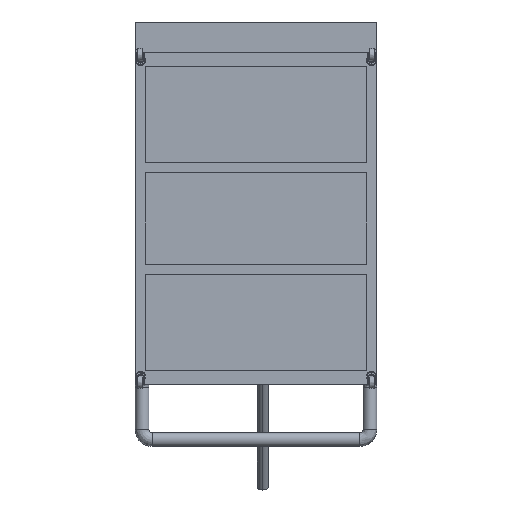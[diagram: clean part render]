
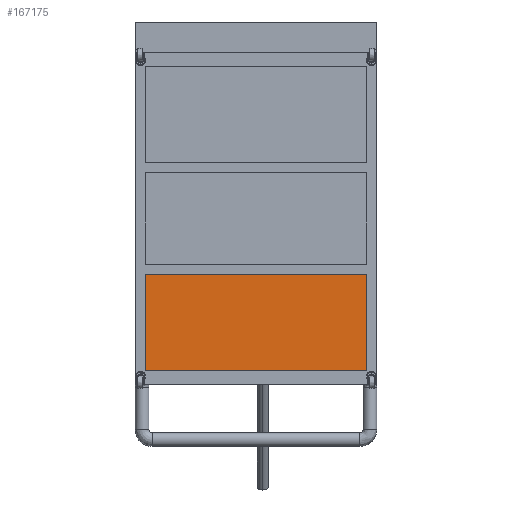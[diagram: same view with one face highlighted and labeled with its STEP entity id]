
A CAD part, front view. The second image highlights one B-rep face of the part: STEP entity #167175.
In plain terms, the highlighted free-form (B-spline) face has degree [1, 1] with [2, 2] control points.
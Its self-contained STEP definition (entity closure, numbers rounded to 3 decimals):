
#166627 = VERTEX_POINT('',#166628);
#166628 = CARTESIAN_POINT('',(-284.986,25.908,
    -391.856));
#166633 = EDGE_CURVE('',#166627,#166634,#166636,.T.);
#166634 = VERTEX_POINT('',#166635);
#166635 = CARTESIAN_POINT('',(-284.986,25.908,
    -143.572));
#166636 = B_SPLINE_CURVE_WITH_KNOTS('',1,(#166637,#166638),
  .UNSPECIFIED.,.F.,.F.,(2,2),(0.,243.417),
  .PIECEWISE_BEZIER_KNOTS.);
#166637 = CARTESIAN_POINT('',(-284.986,25.908,
    -391.856));
#166638 = CARTESIAN_POINT('',(-284.986,25.908,
    -143.572));
#166655 = EDGE_CURVE('',#166634,#166656,#166658,.T.);
#166656 = VERTEX_POINT('',#166657);
#166657 = CARTESIAN_POINT('',(284.986,25.908,
    -143.572));
#166658 = B_SPLINE_CURVE_WITH_KNOTS('',1,(#166659,#166660),
  .UNSPECIFIED.,.F.,.F.,(2,2),(0.,558.8),.PIECEWISE_BEZIER_KNOTS.);
#166659 = CARTESIAN_POINT('',(-284.986,25.908,
    -143.572));
#166660 = CARTESIAN_POINT('',(284.986,25.908,
    -143.572));
#166677 = EDGE_CURVE('',#166656,#166678,#166680,.T.);
#166678 = VERTEX_POINT('',#166679);
#166679 = CARTESIAN_POINT('',(284.986,25.908,
    -391.856));
#166680 = B_SPLINE_CURVE_WITH_KNOTS('',1,(#166681,#166682),
  .UNSPECIFIED.,.F.,.F.,(2,2),(-243.417,0.),
  .PIECEWISE_BEZIER_KNOTS.);
#166681 = CARTESIAN_POINT('',(284.986,25.908,
    -143.572));
#166682 = CARTESIAN_POINT('',(284.986,25.908,
    -391.856));
#166699 = EDGE_CURVE('',#166678,#166627,#166700,.T.);
#166700 = B_SPLINE_CURVE_WITH_KNOTS('',1,(#166701,#166702),
  .UNSPECIFIED.,.F.,.F.,(2,2),(-558.8,-0.),.PIECEWISE_BEZIER_KNOTS.);
#166701 = CARTESIAN_POINT('',(284.986,25.908,
    -391.856));
#166702 = CARTESIAN_POINT('',(-284.986,25.908,
    -391.856));
#167175 = ADVANCED_FACE('',(#167176),#167182,.F.);
#167176 = FACE_BOUND('',#167177,.T.);
#167177 = EDGE_LOOP('',(#167178,#167179,#167180,#167181));
#167178 = ORIENTED_EDGE('',*,*,#166655,.F.);
#167179 = ORIENTED_EDGE('',*,*,#166633,.F.);
#167180 = ORIENTED_EDGE('',*,*,#166699,.F.);
#167181 = ORIENTED_EDGE('',*,*,#166677,.F.);
#167182 = B_SPLINE_SURFACE_WITH_KNOTS('',1,1,(
    (#167183,#167184)
    ,(#167185,#167186
    )),.UNSPECIFIED.,.F.,.F.,.F.,(2,2),(2,2),(-384.175,-140.758),
  (-279.4,279.4),.PIECEWISE_BEZIER_KNOTS.);
#167183 = CARTESIAN_POINT('',(-284.986,25.908,
    -391.856));
#167184 = CARTESIAN_POINT('',(284.986,25.908,
    -391.856));
#167185 = CARTESIAN_POINT('',(-284.986,25.908,
    -143.572));
#167186 = CARTESIAN_POINT('',(284.986,25.908,
    -143.572));
